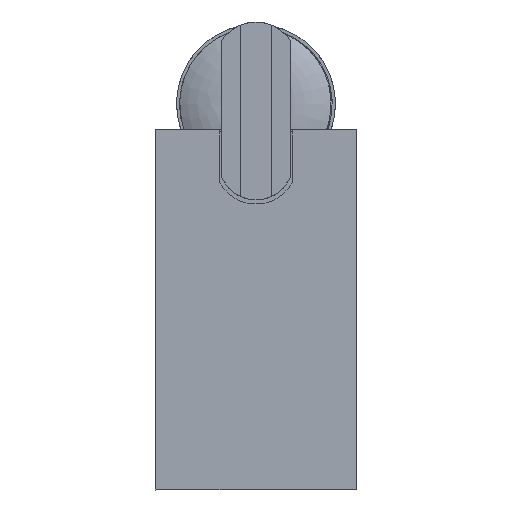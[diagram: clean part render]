
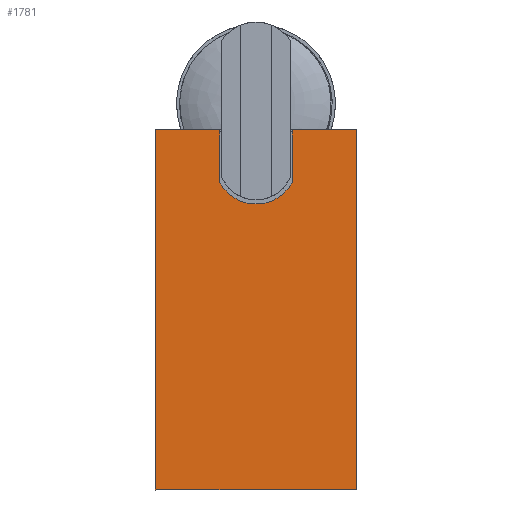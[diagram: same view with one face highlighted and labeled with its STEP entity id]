
A CAD part, left-side view. The second image highlights one B-rep face of the part: STEP entity #1781.
In plain terms, the highlighted face is planar.
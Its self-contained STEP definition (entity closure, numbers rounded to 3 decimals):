
#61 = FACE_OUTER_BOUND ( 'NONE', #2611, .T. ) ;
#78 = CARTESIAN_POINT ( 'NONE',  ( -17., 15.8, 0. ) ) ;
#143 = DIRECTION ( 'NONE',  ( 1., 0., 0. ) ) ;
#226 = EDGE_CURVE ( 'NONE', #2282, #404, #3207, .T. ) ;
#257 = AXIS2_PLACEMENT_3D ( 'NONE', #2310, #1959, #1423 ) ;
#337 = DIRECTION ( 'NONE',  ( 0., -1., 0. ) ) ;
#338 = EDGE_CURVE ( 'NONE', #404, #3083, #2588, .T. ) ;
#378 = CARTESIAN_POINT ( 'NONE',  ( -17., -9.2, 0. ) ) ;
#390 = CARTESIAN_POINT ( 'NONE',  ( 0., 0.25, 0. ) ) ;
#393 = EDGE_CURVE ( 'NONE', #2211, #2078, #919, .T. ) ;
#404 = VERTEX_POINT ( 'NONE', #1960 ) ;
#406 = CARTESIAN_POINT ( 'NONE',  ( 17., -9.2, 0. ) ) ;
#453 = EDGE_CURVE ( 'NONE', #3083, #2315, #1255, .T. ) ;
#461 = CARTESIAN_POINT ( 'NONE',  ( 47.5, -154.2, 0. ) ) ;
#596 = ORIENTED_EDGE ( 'NONE', *, *, #453, .F. ) ;
#600 = CARTESIAN_POINT ( 'NONE',  ( -44.502, -154.2, 0. ) ) ;
#634 = DIRECTION ( 'NONE',  ( 0., 1., 0. ) ) ;
#664 = VERTEX_POINT ( 'NONE', #406 ) ;
#802 = CARTESIAN_POINT ( 'NONE',  ( 17., -56.7, 0. ) ) ;
#840 = LINE ( 'NONE', #3081, #3252 ) ;
#856 = EDGE_CURVE ( 'NONE', #664, #2532, #1019, .T. ) ;
#919 = LINE ( 'NONE', #2807, #2617 ) ;
#949 = EDGE_CURVE ( 'NONE', #2512, #2315, #2250, .T. ) ;
#983 = CARTESIAN_POINT ( 'NONE',  ( -47.5, 15.8, 0. ) ) ;
#991 = CARTESIAN_POINT ( 'NONE',  ( 17., 15.8, 0. ) ) ;
#1010 = DIRECTION ( 'NONE',  ( -1., 0., 0. ) ) ;
#1019 = LINE ( 'NONE', #802, #3195 ) ;
#1100 = AXIS2_PLACEMENT_3D ( 'NONE', #390, #2826, #1479 ) ;
#1192 = ORIENTED_EDGE ( 'NONE', *, *, #949, .T. ) ;
#1255 = LINE ( 'NONE', #3231, #2385 ) ;
#1368 = DIRECTION ( 'NONE',  ( 1., 0., 0. ) ) ;
#1423 = DIRECTION ( 'NONE',  ( 0., 1., 0. ) ) ;
#1479 = DIRECTION ( 'NONE',  ( 0., -1., 0. ) ) ;
#1644 = CARTESIAN_POINT ( 'NONE',  ( 0., -154.2, 0. ) ) ;
#1649 = VECTOR ( 'NONE', #634, 1000. ) ;
#1754 = ORIENTED_EDGE ( 'NONE', *, *, #3181, .F. ) ;
#1781 = ADVANCED_FACE ( 'NONE', ( #61 ), #3377, .F. ) ;
#1851 = CARTESIAN_POINT ( 'NONE',  ( 47.5, 15.8, 0. ) ) ;
#1889 = LINE ( 'NONE', #2164, #2881 ) ;
#1959 = DIRECTION ( 'NONE',  ( 0., 0., -1. ) ) ;
#1960 = CARTESIAN_POINT ( 'NONE',  ( -47.5, -154.2, 0. ) ) ;
#2025 = ORIENTED_EDGE ( 'NONE', *, *, #856, .F. ) ;
#2078 = VERTEX_POINT ( 'NONE', #461 ) ;
#2090 = CIRCLE ( 'NONE', #1100, 19.45 ) ;
#2164 = CARTESIAN_POINT ( 'NONE',  ( -51.105, 15.8, 0. ) ) ;
#2187 = ORIENTED_EDGE ( 'NONE', *, *, #226, .F. ) ;
#2211 = VERTEX_POINT ( 'NONE', #1851 ) ;
#2250 = LINE ( 'NONE', #3575, #3352 ) ;
#2282 = VERTEX_POINT ( 'NONE', #600 ) ;
#2301 = ORIENTED_EDGE ( 'NONE', *, *, #393, .F. ) ;
#2310 = CARTESIAN_POINT ( 'NONE',  ( 0., -56.7, 0. ) ) ;
#2315 = VERTEX_POINT ( 'NONE', #78 ) ;
#2385 = VECTOR ( 'NONE', #143, 1000. ) ;
#2412 = EDGE_CURVE ( 'NONE', #2532, #2211, #1889, .T. ) ;
#2418 = ORIENTED_EDGE ( 'NONE', *, *, #338, .F. ) ;
#2483 = DIRECTION ( 'NONE',  ( 0., 1., 0. ) ) ;
#2497 = VECTOR ( 'NONE', #1010, 1000. ) ;
#2512 = VERTEX_POINT ( 'NONE', #378 ) ;
#2525 = CARTESIAN_POINT ( 'NONE',  ( -47.5, -157.805, 0. ) ) ;
#2532 = VERTEX_POINT ( 'NONE', #991 ) ;
#2576 = ORIENTED_EDGE ( 'NONE', *, *, #2412, .F. ) ;
#2588 = LINE ( 'NONE', #2525, #1649 ) ;
#2611 = EDGE_LOOP ( 'NONE', ( #596, #2418, #2187, #1754, #2301, #2576, #2025, #3460, #1192 ) ) ;
#2617 = VECTOR ( 'NONE', #337, 1000. ) ;
#2807 = CARTESIAN_POINT ( 'NONE',  ( 47.5, 19.405, 0. ) ) ;
#2826 = DIRECTION ( 'NONE',  ( 0., 0., 1. ) ) ;
#2881 = VECTOR ( 'NONE', #1368, 1000. ) ;
#2981 = EDGE_CURVE ( 'NONE', #2512, #664, #2090, .T. ) ;
#3081 = CARTESIAN_POINT ( 'NONE',  ( 51.105, -154.2, 0. ) ) ;
#3083 = VERTEX_POINT ( 'NONE', #983 ) ;
#3114 = DIRECTION ( 'NONE',  ( -1., 0., 0. ) ) ;
#3181 = EDGE_CURVE ( 'NONE', #2078, #2282, #840, .T. ) ;
#3195 = VECTOR ( 'NONE', #3274, 1000. ) ;
#3207 = LINE ( 'NONE', #1644, #2497 ) ;
#3231 = CARTESIAN_POINT ( 'NONE',  ( -51.105, 15.8, 0. ) ) ;
#3252 = VECTOR ( 'NONE', #3114, 1000. ) ;
#3274 = DIRECTION ( 'NONE',  ( 0., 1., 0. ) ) ;
#3352 = VECTOR ( 'NONE', #2483, 1000. ) ;
#3377 = PLANE ( 'NONE',  #257 ) ;
#3460 = ORIENTED_EDGE ( 'NONE', *, *, #2981, .F. ) ;
#3575 = CARTESIAN_POINT ( 'NONE',  ( -17., 15.8, 0. ) ) ;
